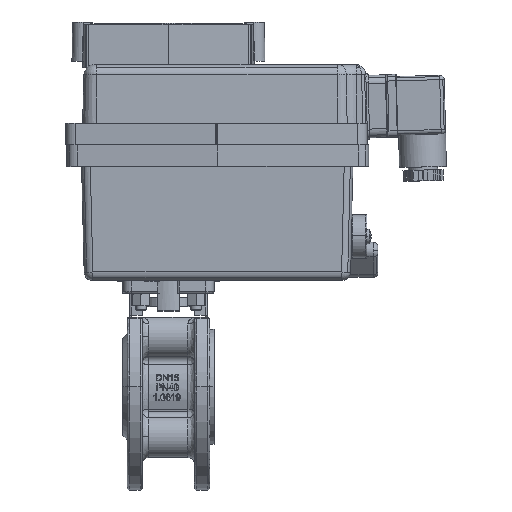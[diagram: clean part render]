
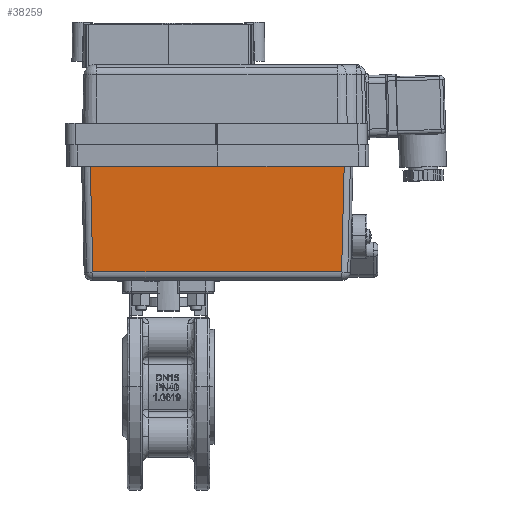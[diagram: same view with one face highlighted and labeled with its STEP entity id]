
A CAD part, top view. The second image highlights one B-rep face of the part: STEP entity #38259.
In plain terms, the highlighted planar face has unit normal (0, -0.024, 1).
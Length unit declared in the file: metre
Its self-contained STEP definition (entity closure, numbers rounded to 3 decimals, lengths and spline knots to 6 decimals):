
#384 = CARTESIAN_POINT ( 'NONE',  ( -0.050883, 0.047662, 0.135894 ) ) ;
#391 = VERTEX_POINT ( 'NONE', #8090 ) ;
#1091 = VECTOR ( 'NONE', #45083, 1. ) ;
#1383 = LINE ( 'NONE', #384, #62469 ) ;
#3832 = FACE_OUTER_BOUND ( 'NONE', #63064, .T. ) ;
#4842 = LINE ( 'NONE', #14918, #63201 ) ;
#5894 = VECTOR ( 'NONE', #14187, 1. ) ;
#8090 = CARTESIAN_POINT ( 'NONE',  ( -0.052064, 0.09626, 0.137074 ) ) ;
#9014 = PLANE ( 'NONE',  #36058 ) ;
#14187 = DIRECTION ( 'NONE',  ( -1., 0., 0. ) ) ;
#14918 = CARTESIAN_POINT ( 'NONE',  ( 0.064939, 0.09626, 0.137074 ) ) ;
#24962 = DIRECTION ( 'NONE',  ( 0., -0.024, 1. ) ) ;
#26703 = ORIENTED_EDGE ( 'NONE', *, *, #32482, .T. ) ;
#29480 = CARTESIAN_POINT ( 'NONE',  ( 0.063758, 0.047662, 0.135894 ) ) ;
#30182 = DIRECTION ( 'NONE',  ( -1., 0., 0. ) ) ;
#31921 = CARTESIAN_POINT ( 'NONE',  ( -0.050883, 0.047662, 0.135894 ) ) ;
#32482 = EDGE_CURVE ( 'NONE', #52780, #391, #56225, .T. ) ;
#34339 = CARTESIAN_POINT ( 'NONE',  ( 0.064939, 0.09626, 0.137074 ) ) ;
#35894 = EDGE_CURVE ( 'NONE', #50612, #391, #1383, .T. ) ;
#36058 = AXIS2_PLACEMENT_3D ( 'NONE', #50702, #24962, #30182 ) ;
#36087 = DIRECTION ( 'NONE',  ( -0.024, -0.999, -0.024 ) ) ;
#38202 = CARTESIAN_POINT ( 'NONE',  ( 0.064939, 0.09626, 0.137074 ) ) ;
#38259 = ADVANCED_FACE ( 'NONE', ( #3832 ), #9014, .T. ) ;
#39342 = ORIENTED_EDGE ( 'NONE', *, *, #43122, .F. ) ;
#39366 = VERTEX_POINT ( 'NONE', #60714 ) ;
#43122 = EDGE_CURVE ( 'NONE', #52780, #39366, #4842, .T. ) ;
#45083 = DIRECTION ( 'NONE',  ( -1., 0., 0. ) ) ;
#48234 = DIRECTION ( 'NONE',  ( -0.024, 0.999, 0.024 ) ) ;
#50612 = VERTEX_POINT ( 'NONE', #31921 ) ;
#50702 = CARTESIAN_POINT ( 'NONE',  ( -0.056062, 0.09626, 0.137074 ) ) ;
#52780 = VERTEX_POINT ( 'NONE', #38202 ) ;
#54300 = EDGE_CURVE ( 'NONE', #39366, #50612, #61455, .T. ) ;
#56225 = LINE ( 'NONE', #34339, #1091 ) ;
#60714 = CARTESIAN_POINT ( 'NONE',  ( 0.063758, 0.047662, 0.135894 ) ) ;
#61455 = LINE ( 'NONE', #29480, #5894 ) ;
#61917 = ORIENTED_EDGE ( 'NONE', *, *, #54300, .F. ) ;
#62469 = VECTOR ( 'NONE', #48234, 1. ) ;
#63064 = EDGE_LOOP ( 'NONE', ( #61917, #39342, #26703, #65302 ) ) ;
#63201 = VECTOR ( 'NONE', #36087, 1. ) ;
#65302 = ORIENTED_EDGE ( 'NONE', *, *, #35894, .F. ) ;
